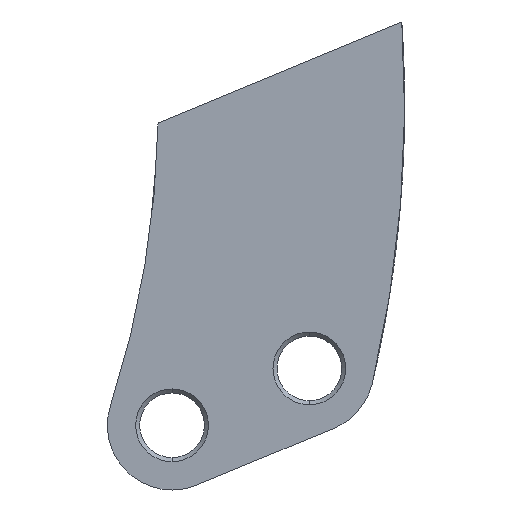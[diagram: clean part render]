
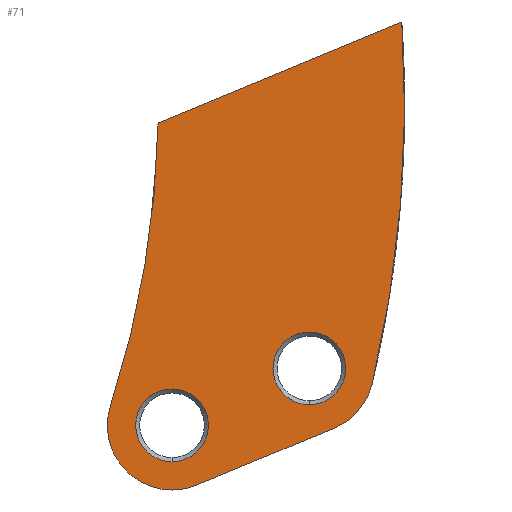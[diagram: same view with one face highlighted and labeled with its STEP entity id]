
A CAD part, front view. The second image highlights one B-rep face of the part: STEP entity #71.
In plain terms, the highlighted planar face has unit normal (0, -1, 0).
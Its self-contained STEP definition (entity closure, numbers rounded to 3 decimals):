
#39 = VERTEX_POINT ( 'NONE', #1188 ) ;
#71 = ADVANCED_FACE ( 'NONE', ( #1978, #1990, #440 ), #2374, .F. ) ;
#112 = CARTESIAN_POINT ( 'NONE',  ( 0., 0., 0. ) ) ;
#120 = VECTOR ( 'NONE', #354, 1000. ) ;
#131 = EDGE_CURVE ( 'NONE', #2439, #368, #1866, .T. ) ;
#175 = DIRECTION ( 'NONE',  ( 0., 0., 1. ) ) ;
#205 = EDGE_LOOP ( 'NONE', ( #2289, #1186, #1159, #1271, #1403, #2305, #2544 ) ) ;
#226 = DIRECTION ( 'NONE',  ( 0., 1., 0. ) ) ;
#248 = VERTEX_POINT ( 'NONE', #1506 ) ;
#254 = DIRECTION ( 'NONE',  ( 0., 0., 1. ) ) ;
#262 = DIRECTION ( 'NONE',  ( 0., 0., 1. ) ) ;
#265 = CARTESIAN_POINT ( 'NONE',  ( 69.344, 0., -16.304 ) ) ;
#291 = DIRECTION ( 'NONE',  ( 0., 0., 1. ) ) ;
#354 = DIRECTION ( 'NONE',  ( 0.924, 0., 0.383 ) ) ;
#368 = VERTEX_POINT ( 'NONE', #2393 ) ;
#408 = DIRECTION ( 'NONE',  ( 0., 0., 1. ) ) ;
#440 = FACE_OUTER_BOUND ( 'NONE', #205, .T. ) ;
#481 = CIRCLE ( 'NONE', #1386, 2.25 ) ;
#549 = DIRECTION ( 'NONE',  ( 0., -1., 0. ) ) ;
#558 = CARTESIAN_POINT ( 'NONE',  ( 69.344, 0., -18.554 ) ) ;
#588 = AXIS2_PLACEMENT_3D ( 'NONE', #1601, #801, #2001 ) ;
#623 = CIRCLE ( 'NONE', #2406, 4.001 ) ;
#658 = AXIS2_PLACEMENT_3D ( 'NONE', #1643, #1024, #254 ) ;
#663 = CIRCLE ( 'NONE', #794, 75.235 ) ;
#682 = EDGE_CURVE ( 'NONE', #368, #39, #1824, .T. ) ;
#727 = DIRECTION ( 'NONE',  ( 0., -1., 0. ) ) ;
#744 = EDGE_LOOP ( 'NONE', ( #1340, #2158 ) ) ;
#755 = CARTESIAN_POINT ( 'NONE',  ( 69.344, 0., -16.304 ) ) ;
#764 = CARTESIAN_POINT ( 'NONE',  ( 0., 0., 0. ) ) ;
#778 = DIRECTION ( 'NONE',  ( 0., 1., 0. ) ) ;
#794 = AXIS2_PLACEMENT_3D ( 'NONE', #764, #778, #1555 ) ;
#795 = EDGE_CURVE ( 'NONE', #2514, #1301, #663, .T. ) ;
#801 = DIRECTION ( 'NONE',  ( 0., 1., 0. ) ) ;
#824 = EDGE_CURVE ( 'NONE', #1379, #1454, #1002, .T. ) ;
#826 = DIRECTION ( 'NONE',  ( 0., 0., 1. ) ) ;
#890 = AXIS2_PLACEMENT_3D ( 'NONE', #2508, #727, #175 ) ;
#893 = CARTESIAN_POINT ( 'NONE',  ( 75.061, 0., 5.114 ) ) ;
#917 = AXIS2_PLACEMENT_3D ( 'NONE', #1670, #1850, #291 ) ;
#1002 = CIRCLE ( 'NONE', #1122, 2.25 ) ;
#1024 = DIRECTION ( 'NONE',  ( 0., 1., 0. ) ) ;
#1038 = CARTESIAN_POINT ( 'NONE',  ( 60.853, 0., -19.821 ) ) ;
#1071 = CARTESIAN_POINT ( 'NONE',  ( 9.184, 0., -22.173 ) ) ;
#1122 = AXIS2_PLACEMENT_3D ( 'NONE', #265, #1613, #1849 ) ;
#1132 = VERTEX_POINT ( 'NONE', #2358 ) ;
#1159 = ORIENTED_EDGE ( 'NONE', *, *, #795, .F. ) ;
#1186 = ORIENTED_EDGE ( 'NONE', *, *, #1364, .T. ) ;
#1188 = CARTESIAN_POINT ( 'NONE',  ( 60.853, 0., -23.821 ) ) ;
#1222 = AXIS2_PLACEMENT_3D ( 'NONE', #2206, #226, #1571 ) ;
#1262 = CIRCLE ( 'NONE', #1222, 2.25 ) ;
#1271 = ORIENTED_EDGE ( 'NONE', *, *, #1791, .F. ) ;
#1301 = VERTEX_POINT ( 'NONE', #2114 ) ;
#1302 = DIRECTION ( 'NONE',  ( 0.924, 0., 0.383 ) ) ;
#1340 = ORIENTED_EDGE ( 'NONE', *, *, #1572, .T. ) ;
#1347 = VECTOR ( 'NONE', #1302, 1000. ) ;
#1364 = EDGE_CURVE ( 'NONE', #2526, #1301, #623, .T. ) ;
#1379 = VERTEX_POINT ( 'NONE', #1595 ) ;
#1386 = AXIS2_PLACEMENT_3D ( 'NONE', #1038, #2413, #826 ) ;
#1403 = ORIENTED_EDGE ( 'NONE', *, *, #131, .T. ) ;
#1454 = VERTEX_POINT ( 'NONE', #558 ) ;
#1506 = CARTESIAN_POINT ( 'NONE',  ( 60.853, 0., -22.071 ) ) ;
#1507 = ORIENTED_EDGE ( 'NONE', *, *, #1917, .T. ) ;
#1532 = CIRCLE ( 'NONE', #658, 2.25 ) ;
#1555 = DIRECTION ( 'NONE',  ( 0., 0., 1. ) ) ;
#1571 = DIRECTION ( 'NONE',  ( 0., 0., 1. ) ) ;
#1572 = EDGE_CURVE ( 'NONE', #1454, #1379, #1532, .T. ) ;
#1595 = CARTESIAN_POINT ( 'NONE',  ( 69.344, 0., -14.054 ) ) ;
#1601 = CARTESIAN_POINT ( 'NONE',  ( 0., 0., 0. ) ) ;
#1613 = DIRECTION ( 'NONE',  ( 0., 1., 0. ) ) ;
#1617 = AXIS2_PLACEMENT_3D ( 'NONE', #112, #2061, #262 ) ;
#1631 = CARTESIAN_POINT ( 'NONE',  ( 70.874, 0., -20.001 ) ) ;
#1643 = CARTESIAN_POINT ( 'NONE',  ( 69.344, 0., -16.304 ) ) ;
#1670 = CARTESIAN_POINT ( 'NONE',  ( 60.853, 0., -19.821 ) ) ;
#1769 = EDGE_LOOP ( 'NONE', ( #1911, #1507 ) ) ;
#1791 = EDGE_CURVE ( 'NONE', #2439, #2514, #1888, .T. ) ;
#1821 = EDGE_CURVE ( 'NONE', #1964, #2526, #2342, .T. ) ;
#1824 = CIRCLE ( 'NONE', #917, 4. ) ;
#1849 = DIRECTION ( 'NONE',  ( 0., 0., 1. ) ) ;
#1850 = DIRECTION ( 'NONE',  ( 0., -1., 0. ) ) ;
#1866 = CIRCLE ( 'NONE', #1617, 60. ) ;
#1888 = LINE ( 'NONE', #1071, #1347 ) ;
#1911 = ORIENTED_EDGE ( 'NONE', *, *, #2318, .T. ) ;
#1917 = EDGE_CURVE ( 'NONE', #1132, #248, #481, .T. ) ;
#1964 = VERTEX_POINT ( 'NONE', #2548 ) ;
#1978 = FACE_BOUND ( 'NONE', #1769, .T. ) ;
#1990 = FACE_BOUND ( 'NONE', #744, .T. ) ;
#2001 = DIRECTION ( 'NONE',  ( 0., 0., 1. ) ) ;
#2061 = DIRECTION ( 'NONE',  ( 0., 1., 0. ) ) ;
#2114 = CARTESIAN_POINT ( 'NONE',  ( 73.219, 0., -17.297 ) ) ;
#2119 = CARTESIAN_POINT ( 'NONE',  ( 70.874, 0., -20.001 ) ) ;
#2158 = ORIENTED_EDGE ( 'NONE', *, *, #824, .T. ) ;
#2206 = CARTESIAN_POINT ( 'NONE',  ( 60.853, 0., -19.821 ) ) ;
#2267 = EDGE_CURVE ( 'NONE', #39, #1964, #2503, .T. ) ;
#2268 = CARTESIAN_POINT ( 'NONE',  ( 59.989, 0., -1.129 ) ) ;
#2289 = ORIENTED_EDGE ( 'NONE', *, *, #1821, .T. ) ;
#2305 = ORIENTED_EDGE ( 'NONE', *, *, #682, .T. ) ;
#2318 = EDGE_CURVE ( 'NONE', #248, #1132, #1262, .T. ) ;
#2342 = LINE ( 'NONE', #2119, #120 ) ;
#2358 = CARTESIAN_POINT ( 'NONE',  ( 60.853, 0., -17.571 ) ) ;
#2374 = PLANE ( 'NONE',  #588 ) ;
#2393 = CARTESIAN_POINT ( 'NONE',  ( 57.05, 0., -18.582 ) ) ;
#2406 = AXIS2_PLACEMENT_3D ( 'NONE', #755, #549, #408 ) ;
#2413 = DIRECTION ( 'NONE',  ( 0., 1., 0. ) ) ;
#2439 = VERTEX_POINT ( 'NONE', #2268 ) ;
#2503 = CIRCLE ( 'NONE', #890, 4. ) ;
#2508 = CARTESIAN_POINT ( 'NONE',  ( 60.853, 0., -19.821 ) ) ;
#2514 = VERTEX_POINT ( 'NONE', #893 ) ;
#2526 = VERTEX_POINT ( 'NONE', #1631 ) ;
#2544 = ORIENTED_EDGE ( 'NONE', *, *, #2267, .T. ) ;
#2548 = CARTESIAN_POINT ( 'NONE',  ( 62.384, 0., -23.517 ) ) ;
